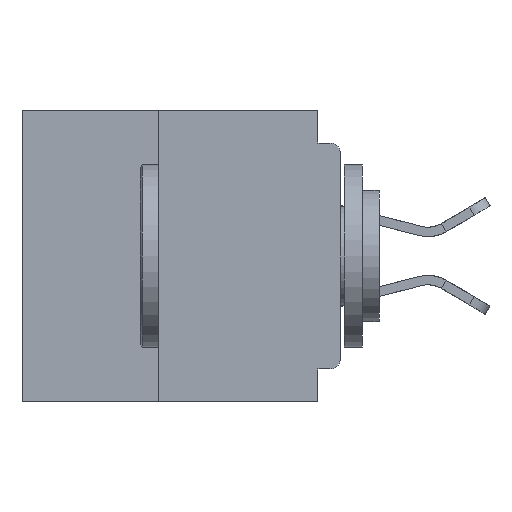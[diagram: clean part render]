
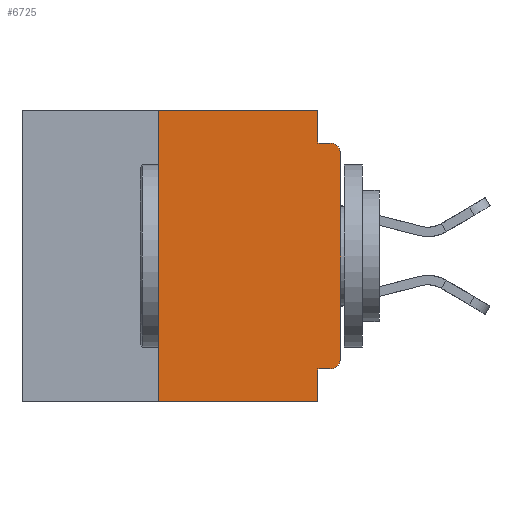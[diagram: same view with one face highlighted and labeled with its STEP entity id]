
A CAD part, left-side view. The second image highlights one B-rep face of the part: STEP entity #6725.
In plain terms, the highlighted planar face has unit normal (-1, 0, 0).
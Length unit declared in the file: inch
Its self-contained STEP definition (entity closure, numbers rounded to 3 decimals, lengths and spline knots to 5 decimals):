
#773 = CIRCLE ( 'NONE', #9261, 0.015 ) ;
#2587 = VECTOR ( 'NONE', #47671, 39.37008 ) ;
#3158 = CARTESIAN_POINT ( 'NONE',  ( 0., 0.015, -0.06 ) ) ;
#3680 = CARTESIAN_POINT ( 'NONE',  ( 0., 0.437, 0. ) ) ;
#3690 = AXIS2_PLACEMENT_3D ( 'NONE', #30194, #7421, #33946 ) ;
#4846 = ORIENTED_EDGE ( 'NONE', *, *, #34474, .F. ) ;
#5382 = CARTESIAN_POINT ( 'NONE',  ( 0., 0.031, 0. ) ) ;
#5594 = DIRECTION ( 'NONE',  ( 0., 0., 1. ) ) ;
#6725 = ADVANCED_FACE ( 'NONE', ( #22762 ), #26251, .F. ) ;
#7078 = DIRECTION ( 'NONE',  ( 0., 0., -1. ) ) ;
#7085 = ORIENTED_EDGE ( 'NONE', *, *, #30145, .T. ) ;
#7421 = DIRECTION ( 'NONE',  ( 1., 0., 0. ) ) ;
#7511 = LINE ( 'NONE', #35917, #8727 ) ;
#8053 = VERTEX_POINT ( 'NONE', #27149 ) ;
#8380 = EDGE_CURVE ( 'NONE', #19403, #27446, #773, .T. ) ;
#8727 = VECTOR ( 'NONE', #5594, 39.37008 ) ;
#9261 = AXIS2_PLACEMENT_3D ( 'NONE', #10168, #36603, #13935 ) ;
#9280 = EDGE_CURVE ( 'NONE', #23912, #18279, #31844, .T. ) ;
#9974 = ORIENTED_EDGE ( 'NONE', *, *, #23643, .T. ) ;
#10168 = CARTESIAN_POINT ( 'NONE',  ( 0., 0.015, -0.34 ) ) ;
#10905 = LINE ( 'NONE', #40499, #39830 ) ;
#11378 = DIRECTION ( 'NONE',  ( 0., -1., 0. ) ) ;
#11430 = DIRECTION ( 'NONE',  ( 0., -1., 0. ) ) ;
#11901 = VECTOR ( 'NONE', #48295, 39.37008 ) ;
#12325 = VERTEX_POINT ( 'NONE', #17918 ) ;
#12494 = EDGE_CURVE ( 'NONE', #38771, #12325, #26816, .T. ) ;
#13194 = LINE ( 'NONE', #19010, #34530 ) ;
#13935 = DIRECTION ( 'NONE',  ( 0., 0., -1. ) ) ;
#14346 = EDGE_CURVE ( 'NONE', #12325, #49142, #18201, .T. ) ;
#16662 = VECTOR ( 'NONE', #11430, 39.37008 ) ;
#16701 = DIRECTION ( 'NONE',  ( 0., 0., -1. ) ) ;
#16760 = CARTESIAN_POINT ( 'NONE',  ( 0., 0.015, -0.045 ) ) ;
#16901 = ORIENTED_EDGE ( 'NONE', *, *, #8380, .T. ) ;
#17918 = CARTESIAN_POINT ( 'NONE',  ( 0., 0.031, 0. ) ) ;
#17996 = ORIENTED_EDGE ( 'NONE', *, *, #14346, .F. ) ;
#18201 = LINE ( 'NONE', #5382, #48210 ) ;
#18209 = CARTESIAN_POINT ( 'NONE',  ( 0., 0., 0. ) ) ;
#18212 = ORIENTED_EDGE ( 'NONE', *, *, #40825, .T. ) ;
#18279 = VERTEX_POINT ( 'NONE', #38252 ) ;
#19010 = CARTESIAN_POINT ( 'NONE',  ( 0., 0.437, -0.4 ) ) ;
#19403 = VERTEX_POINT ( 'NONE', #48124 ) ;
#20146 = ORIENTED_EDGE ( 'NONE', *, *, #32601, .F. ) ;
#20263 = CARTESIAN_POINT ( 'NONE',  ( 0., 0., -0.06 ) ) ;
#21420 = CARTESIAN_POINT ( 'NONE',  ( 0., 0.031, -0.4 ) ) ;
#22762 = FACE_OUTER_BOUND ( 'NONE', #27055, .T. ) ;
#23643 = EDGE_CURVE ( 'NONE', #27446, #37994, #32087, .T. ) ;
#23912 = VERTEX_POINT ( 'NONE', #38638 ) ;
#26251 = PLANE ( 'NONE',  #3690 ) ;
#26816 = LINE ( 'NONE', #3680, #16662 ) ;
#27055 = EDGE_LOOP ( 'NONE', ( #9974, #7085, #4846, #17996, #34183, #20146, #18212, #27955, #38557, #16901 ) ) ;
#27149 = CARTESIAN_POINT ( 'NONE',  ( 0., 0.25, -0.4 ) ) ;
#27446 = VERTEX_POINT ( 'NONE', #39464 ) ;
#27955 = ORIENTED_EDGE ( 'NONE', *, *, #9280, .F. ) ;
#29052 = AXIS2_PLACEMENT_3D ( 'NONE', #3158, #29845, #7078 ) ;
#29327 = VECTOR ( 'NONE', #46825, 39.37008 ) ;
#29384 = DIRECTION ( 'NONE',  ( 0., 1., 0. ) ) ;
#29845 = DIRECTION ( 'NONE',  ( -1., 0., 0. ) ) ;
#30145 = EDGE_CURVE ( 'NONE', #37994, #45567, #34308, .T. ) ;
#30194 = CARTESIAN_POINT ( 'NONE',  ( 0., 0.437, 0. ) ) ;
#30794 = CARTESIAN_POINT ( 'NONE',  ( 0., 0.031, -0.045 ) ) ;
#31844 = LINE ( 'NONE', #21420, #2587 ) ;
#32087 = LINE ( 'NONE', #18209, #11901 ) ;
#32601 = EDGE_CURVE ( 'NONE', #8053, #38771, #7511, .T. ) ;
#33946 = DIRECTION ( 'NONE',  ( 0., 0., -1. ) ) ;
#34183 = ORIENTED_EDGE ( 'NONE', *, *, #12494, .F. ) ;
#34308 = CIRCLE ( 'NONE', #29052, 0.015 ) ;
#34474 = EDGE_CURVE ( 'NONE', #49142, #45567, #39269, .T. ) ;
#34530 = VECTOR ( 'NONE', #11378, 39.37008 ) ;
#34671 = EDGE_CURVE ( 'NONE', #19403, #23912, #10905, .T. ) ;
#35917 = CARTESIAN_POINT ( 'NONE',  ( 0., 0.25, -0.4 ) ) ;
#36603 = DIRECTION ( 'NONE',  ( -1., 0., 0. ) ) ;
#37183 = CARTESIAN_POINT ( 'NONE',  ( 0., 0.25, 0. ) ) ;
#37994 = VERTEX_POINT ( 'NONE', #20263 ) ;
#38252 = CARTESIAN_POINT ( 'NONE',  ( 0., 0.031, -0.4 ) ) ;
#38557 = ORIENTED_EDGE ( 'NONE', *, *, #34671, .F. ) ;
#38638 = CARTESIAN_POINT ( 'NONE',  ( 0., 0.031, -0.355 ) ) ;
#38771 = VERTEX_POINT ( 'NONE', #37183 ) ;
#39269 = LINE ( 'NONE', #46663, #29327 ) ;
#39464 = CARTESIAN_POINT ( 'NONE',  ( 0., 0., -0.34 ) ) ;
#39830 = VECTOR ( 'NONE', #29384, 39.37008 ) ;
#40499 = CARTESIAN_POINT ( 'NONE',  ( 0., 0., -0.355 ) ) ;
#40825 = EDGE_CURVE ( 'NONE', #8053, #18279, #13194, .T. ) ;
#45567 = VERTEX_POINT ( 'NONE', #16760 ) ;
#46663 = CARTESIAN_POINT ( 'NONE',  ( 0., 0., -0.045 ) ) ;
#46825 = DIRECTION ( 'NONE',  ( 0., -1., 0. ) ) ;
#47671 = DIRECTION ( 'NONE',  ( 0., 0., -1. ) ) ;
#48124 = CARTESIAN_POINT ( 'NONE',  ( 0., 0.015, -0.355 ) ) ;
#48210 = VECTOR ( 'NONE', #16701, 39.37008 ) ;
#48295 = DIRECTION ( 'NONE',  ( 0., 0., 1. ) ) ;
#49142 = VERTEX_POINT ( 'NONE', #30794 ) ;
